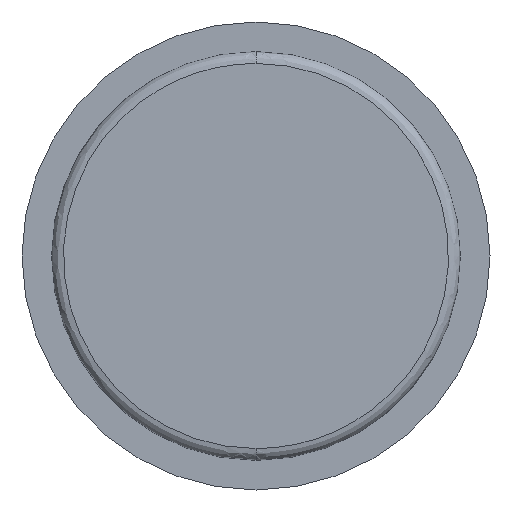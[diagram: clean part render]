
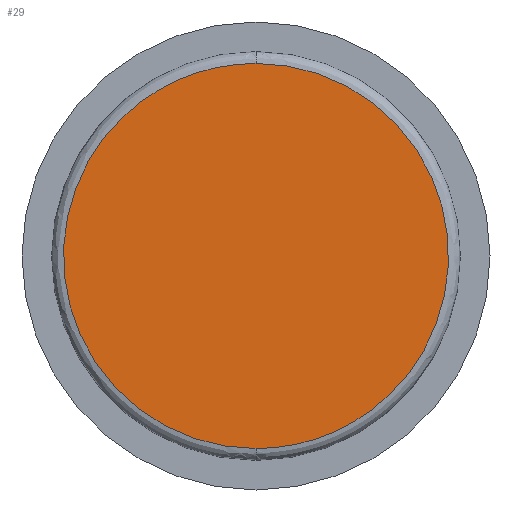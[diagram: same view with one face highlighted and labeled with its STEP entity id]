
A CAD part, front view. The second image highlights one B-rep face of the part: STEP entity #29.
In plain terms, the highlighted planar face has unit normal (0, -1, 0).
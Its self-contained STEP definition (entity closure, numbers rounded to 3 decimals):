
#3 = CARTESIAN_POINT ( 'NONE',  ( 65., -2., -32.5 ) ) ;
#6 = EDGE_LOOP ( 'NONE', ( #376, #367 ) ) ;
#29 = ADVANCED_FACE ( 'NONE', ( #138 ), #263, .T. ) ;
#34 = CARTESIAN_POINT ( 'NONE',  ( 0., -2., 32.5 ) ) ;
#68 = CARTESIAN_POINT ( 'NONE',  ( 65., -2., 32.5 ) ) ;
#74 = EDGE_CURVE ( 'NONE', #335, #133, #224, .T. ) ;
#84 = CARTESIAN_POINT ( 'NONE',  ( -65., -2., -32.5 ) ) ;
#86 = DIRECTION ( 'NONE',  ( 0., -1., 0. ) ) ;
#133 = VERTEX_POINT ( 'NONE', #165 ) ;
#138 = FACE_OUTER_BOUND ( 'NONE', #6, .T. ) ;
#146 = AXIS2_PLACEMENT_3D ( 'NONE', #307, #86, #439 ) ;
#165 = CARTESIAN_POINT ( 'NONE',  ( 0., -2., -32.5 ) ) ;
#169 = CARTESIAN_POINT ( 'NONE',  ( 0., -2., -32.5 ) ) ;
#197 = EDGE_CURVE ( 'NONE', #133, #335, #391, .T. ) ;
#200 = CARTESIAN_POINT ( 'NONE',  ( 0., -2., 32.5 ) ) ;
#224 =( BOUNDED_CURVE ( )  B_SPLINE_CURVE ( 3, ( #34, #68, #3, #313 ),
 .UNSPECIFIED., .F., .F. ) 
 B_SPLINE_CURVE_WITH_KNOTS ( ( 4, 4 ),
 ( 0.25, 0.75 ),
 .UNSPECIFIED. ) 
 CURVE ( )  GEOMETRIC_REPRESENTATION_ITEM ( )  RATIONAL_B_SPLINE_CURVE ( ( 1., 0.333, 0.333, 1. ) ) 
 REPRESENTATION_ITEM ( '' )  );
#263 = PLANE ( 'NONE',  #146 ) ;
#295 = CARTESIAN_POINT ( 'NONE',  ( 0., -2., 32.5 ) ) ;
#307 = CARTESIAN_POINT ( 'NONE',  ( -16.25, -2., 0. ) ) ;
#313 = CARTESIAN_POINT ( 'NONE',  ( 0., -2., -32.5 ) ) ;
#334 = CARTESIAN_POINT ( 'NONE',  ( -65., -2., 32.5 ) ) ;
#335 = VERTEX_POINT ( 'NONE', #200 ) ;
#367 = ORIENTED_EDGE ( 'NONE', *, *, #74, .F. ) ;
#376 = ORIENTED_EDGE ( 'NONE', *, *, #197, .F. ) ;
#391 =( BOUNDED_CURVE ( )  B_SPLINE_CURVE ( 3, ( #169, #84, #334, #295 ),
 .UNSPECIFIED., .F., .F. ) 
 B_SPLINE_CURVE_WITH_KNOTS ( ( 4, 4 ),
 ( 0.75, 1.25 ),
 .UNSPECIFIED. ) 
 CURVE ( )  GEOMETRIC_REPRESENTATION_ITEM ( )  RATIONAL_B_SPLINE_CURVE ( ( 1., 0.333, 0.333, 1. ) ) 
 REPRESENTATION_ITEM ( '' )  );
#439 = DIRECTION ( 'NONE',  ( 0., 0., -1. ) ) ;
